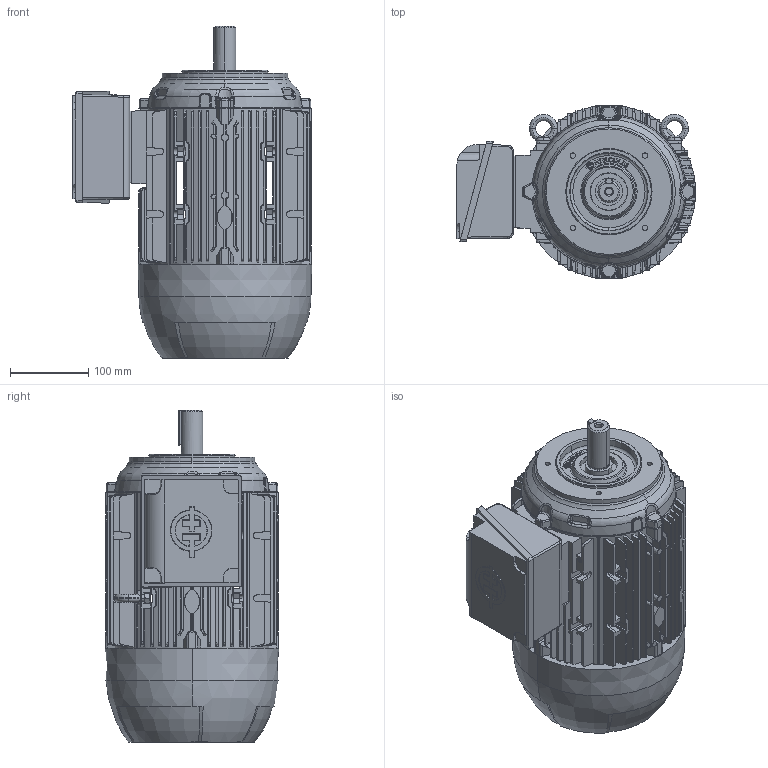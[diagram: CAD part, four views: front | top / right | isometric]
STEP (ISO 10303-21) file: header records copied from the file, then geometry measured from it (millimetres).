
FILE_DESCRIPTION (( 'STEP AP203' ), '1' );
FILE_NAME ('112L_SP_DI_RIGHT.STEP', '2022-06-28T16:56:33', ( '' ), ( '' ), 'SwSTEP 2.0', 'SolidWorks 2020', '' );
FILE_SCHEMA (( 'CONFIG_CONTROL_DESIGN' ));
Length unit declared in the file: millimetre
Products named in the file (1): 112L_SP_DI_RIGHT
Bounding box: 305.45 x 221.52 x 423.2 mm (x, y, z)
Surface area: 687559.8 mm2 (no closed solid volume)
Topology: 0 solids, 13 shells, 1784 faces, 5339 edges, 3561 vertices
Faces by surface type: plane 962, cylinder 368, cone 208, bspline 159, torus 79, sphere 8
Entity records: 67295 total; most frequent: CARTESIAN_POINT 23372, ORIENTED_EDGE 9727, DIRECTION 7932, EDGE_CURVE 5337, VERTEX_POINT 3561, VECTOR 2882, LINE 2882, AXIS2_PLACEMENT_3D 2525
